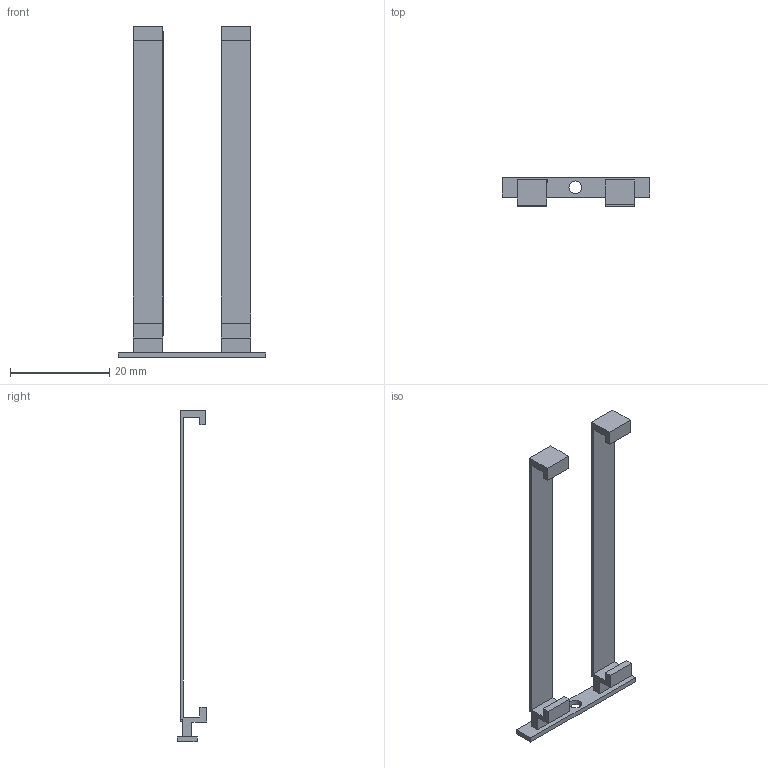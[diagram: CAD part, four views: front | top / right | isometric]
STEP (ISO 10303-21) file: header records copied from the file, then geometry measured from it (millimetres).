
FILE_DESCRIPTION(/* description */ (''),/* implementation_level */ '2;1');
FILE_NAME(/* name */ 'Component25.step',/* time_stamp */ '2025-07-30T22:06:48-07:00',/* author */ (''),/* organization */ (''),/* preprocessor_version */ 'ST-DEVELOPER v20.1',/* originating_system */ 'Autodesk Translation Framework v14.10.0.0',/* authorisation */ '');
FILE_SCHEMA (('AUTOMOTIVE_DESIGN { 1 0 10303 214 3 1 1 }'));
Length unit declared in the file: millimetre
Products named in the file (1): FusionComponent
Bounding box: 29.69 x 5.93 x 66.73 mm (x, y, z)
Volume: 775.8 mm3; surface area: 2379.7 mm2
Topology: 1 solids, 1 shells, 45 faces, 122 edges, 81 vertices
Faces by surface type: plane 44, cylinder 1
Full cylindrical faces by diameter (mm): 2.529 x1
Entity records: 1427 total; most frequent: CARTESIAN_POINT 249, ORIENTED_EDGE 244, DIRECTION 216, EDGE_CURVE 122, LINE 120, VECTOR 120, VERTEX_POINT 81, EDGE_LOOP 49
